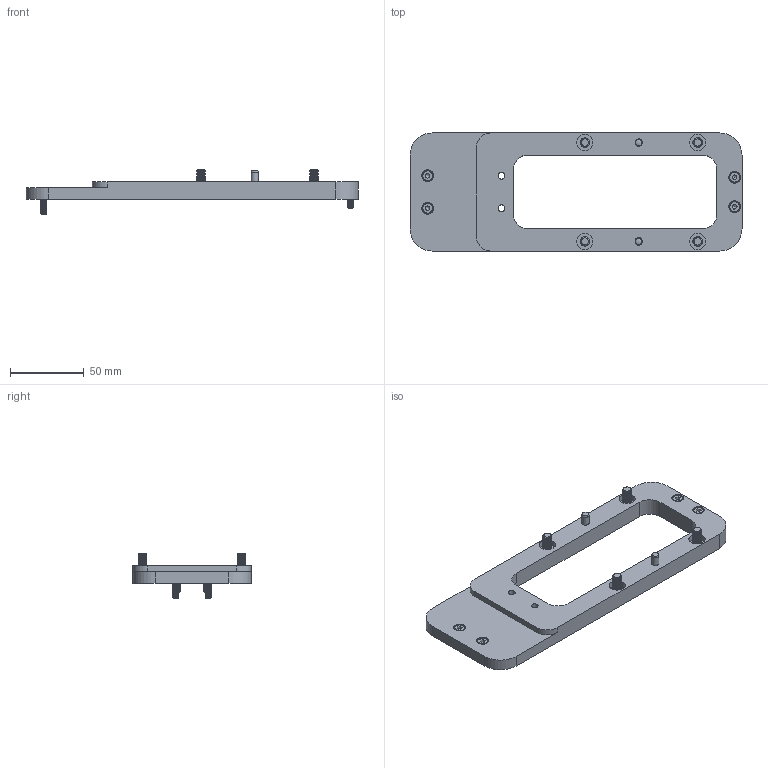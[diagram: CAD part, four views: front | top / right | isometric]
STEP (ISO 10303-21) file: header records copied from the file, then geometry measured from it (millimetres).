
FILE_DESCRIPTION (( 'STEP AP214' ), '1' );
FILE_NAME ('0186-0491_220624_Z01-PR01-52x60-150.STEP', '2022-06-24T06:20:05', ( '' ), ( '' ), 'SwSTEP 2.0', 'SolidWorks 2021', '' );
FILE_SCHEMA (( 'AUTOMOTIVE_DESIGN' ));
Length unit declared in the file: millimetre
Products named in the file (5): 0186-0491_220624_Z01-PR01-52x60-150; 0180-0784_F01k-PR01-52x60; 0230-0221_Zyl.-Schr_I-6kt_n-K_M6x16_8.8_v-b; 0230-0231_Zyl.-Stift_5x20_STAHL-GH; 0230-0300_Zyl.-Schr_I-6kt_M4x14_8.8_v-b
Assembly tree (11 placements, depth 2):
  0186-0491_220624_Z01-PR01-52x60-150
    0180-0784_F01k-PR01-52x60
    0230-0221_Zyl.-Schr_I-6kt_n-K_M6x16_8.8_v-b  x4
    0230-0231_Zyl.-Stift_5x20_STAHL-GH  x2
    0230-0300_Zyl.-Schr_I-6kt_M4x14_8.8_v-b  x4
Bounding box: 225 x 80 x 30.4 mm (x, y, z)
Volume: 106138.2 mm3; surface area: 41060.4 mm2
Topology: 11 solids, 11 shells, 606 faces, 1262 edges, 702 vertices
Faces by surface type: cone 258, cylinder 178, plane 150, torus 16, bspline 4
Full cylindrical faces by diameter (mm): 4 x72, 4.5 x6, 5 x4, 6 x56, 6.4 x2, 6.6 x2, 7 x4, 8 x8, 10 x4, 11 x8
Entity records: 5054 total; most frequent: DIRECTION 930, CARTESIAN_POINT 792, ORIENTED_EDGE 590, AXIS2_PLACEMENT_3D 417, EDGE_LOOP 382, EDGE_CURVE 295, FACE_OUTER_BOUND 273, VERTEX_POINT 247
